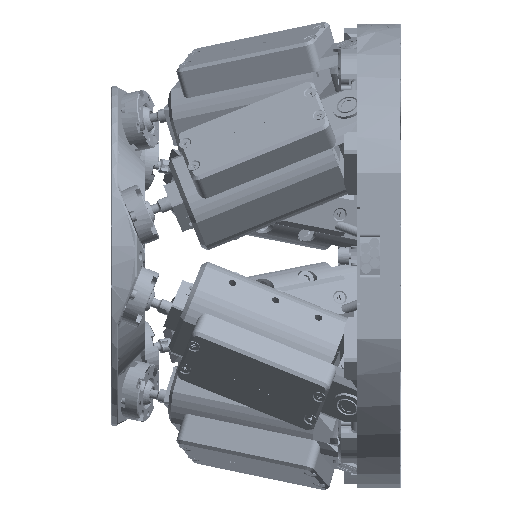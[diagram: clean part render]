
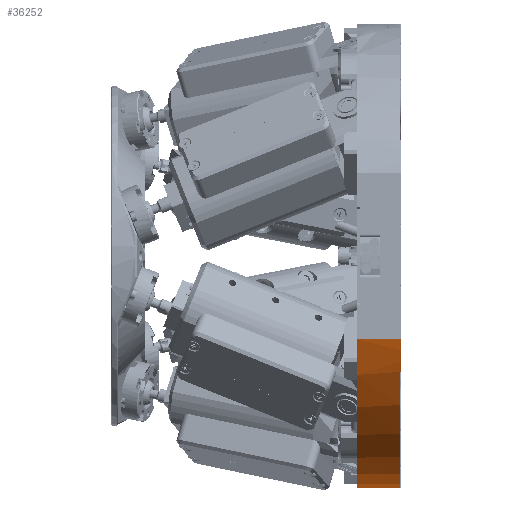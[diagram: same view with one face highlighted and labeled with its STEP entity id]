
A CAD part, left-side view. The second image highlights one B-rep face of the part: STEP entity #36252.
In plain terms, the highlighted cylindrical face has radius 75 mm (diameter 150 mm), a partial arc.
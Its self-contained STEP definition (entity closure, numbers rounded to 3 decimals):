
#1026 = VERTEX_POINT ( 'NONE', #141045 ) ;
#4422 = VERTEX_POINT ( 'NONE', #82880 ) ;
#7479 = CIRCLE ( 'NONE', #165593, 75. ) ;
#11757 = EDGE_CURVE ( 'NONE', #196149, #58056, #61444, .T. ) ;
#15799 = CIRCLE ( 'NONE', #109975, 75. ) ;
#21847 = CARTESIAN_POINT ( 'NONE',  ( 0., 14.4, 0. ) ) ;
#26540 = FACE_OUTER_BOUND ( 'NONE', #72603, .T. ) ;
#30876 = DIRECTION ( 'NONE',  ( 0., -1., 0. ) ) ;
#36252 = ADVANCED_FACE ( 'NONE', ( #26540 ), #203662, .T. ) ;
#37340 = CARTESIAN_POINT ( 'NONE',  ( 0., 14.4, -75. ) ) ;
#37857 = CARTESIAN_POINT ( 'NONE',  ( -70., 0., -26.926 ) ) ;
#39360 = VECTOR ( 'NONE', #186542, 1000. ) ;
#53451 = DIRECTION ( 'NONE',  ( 0., 1., 0. ) ) ;
#57523 = CARTESIAN_POINT ( 'NONE',  ( 0., 0., 0. ) ) ;
#58056 = VERTEX_POINT ( 'NONE', #123098 ) ;
#58729 = DIRECTION ( 'NONE',  ( 0., -1., 0. ) ) ;
#60264 = DIRECTION ( 'NONE',  ( 0., 0., -1. ) ) ;
#61444 = LINE ( 'NONE', #206889, #126978 ) ;
#71249 = DIRECTION ( 'NONE',  ( 0., 0., 1. ) ) ;
#72603 = EDGE_LOOP ( 'NONE', ( #106929, #128736, #106448, #174885, #203829, #190990 ) ) ;
#82880 = CARTESIAN_POINT ( 'NONE',  ( -70., 14.4, -26.926 ) ) ;
#89610 = LINE ( 'NONE', #122279, #39360 ) ;
#90862 = VERTEX_POINT ( 'NONE', #37857 ) ;
#93478 = DIRECTION ( 'NONE',  ( -0.866, 0., 0.5 ) ) ;
#106448 = ORIENTED_EDGE ( 'NONE', *, *, #127953, .F. ) ;
#106892 = EDGE_CURVE ( 'NONE', #1026, #90862, #183193, .T. ) ;
#106929 = ORIENTED_EDGE ( 'NONE', *, *, #173311, .F. ) ;
#109975 = AXIS2_PLACEMENT_3D ( 'NONE', #173516, #58729, #93478 ) ;
#113798 = LINE ( 'NONE', #178016, #206270 ) ;
#122279 = CARTESIAN_POINT ( 'NONE',  ( -64.952, 0.5, -37.5 ) ) ;
#123098 = CARTESIAN_POINT ( 'NONE',  ( 0., 0.5, -75. ) ) ;
#126978 = VECTOR ( 'NONE', #30876, 1000. ) ;
#127953 = EDGE_CURVE ( 'NONE', #152879, #58056, #15799, .T. ) ;
#128736 = ORIENTED_EDGE ( 'NONE', *, *, #11757, .T. ) ;
#141045 = CARTESIAN_POINT ( 'NONE',  ( -64.952, 0., -37.5 ) ) ;
#152879 = VERTEX_POINT ( 'NONE', #158367 ) ;
#152934 = AXIS2_PLACEMENT_3D ( 'NONE', #57523, #153354, #71249 ) ;
#153354 = DIRECTION ( 'NONE',  ( 0., 1., 0. ) ) ;
#153735 = EDGE_CURVE ( 'NONE', #152879, #1026, #89610, .T. ) ;
#158367 = CARTESIAN_POINT ( 'NONE',  ( -64.952, 0.5, -37.5 ) ) ;
#165593 = AXIS2_PLACEMENT_3D ( 'NONE', #21847, #53451, #182990 ) ;
#171929 = CARTESIAN_POINT ( 'NONE',  ( 0., 14.4, 0. ) ) ;
#173311 = EDGE_CURVE ( 'NONE', #196149, #4422, #7479, .T. ) ;
#173516 = CARTESIAN_POINT ( 'NONE',  ( 0., 0.5, 0. ) ) ;
#174885 = ORIENTED_EDGE ( 'NONE', *, *, #153735, .T. ) ;
#178016 = CARTESIAN_POINT ( 'NONE',  ( -70., 14.4, -26.926 ) ) ;
#182990 = DIRECTION ( 'NONE',  ( 0., 0., 1. ) ) ;
#183193 = CIRCLE ( 'NONE', #152934, 75. ) ;
#186542 = DIRECTION ( 'NONE',  ( 0., -1., 0. ) ) ;
#187373 = EDGE_CURVE ( 'NONE', #90862, #4422, #113798, .T. ) ;
#190990 = ORIENTED_EDGE ( 'NONE', *, *, #187373, .T. ) ;
#196149 = VERTEX_POINT ( 'NONE', #37340 ) ;
#202635 = DIRECTION ( 'NONE',  ( 0., -1., 0. ) ) ;
#203662 = CYLINDRICAL_SURFACE ( 'NONE', #208447, 75. ) ;
#203829 = ORIENTED_EDGE ( 'NONE', *, *, #106892, .T. ) ;
#206270 = VECTOR ( 'NONE', #206626, 1000. ) ;
#206626 = DIRECTION ( 'NONE',  ( 0., 1., 0. ) ) ;
#206889 = CARTESIAN_POINT ( 'NONE',  ( 0., 14.4, -75. ) ) ;
#208447 = AXIS2_PLACEMENT_3D ( 'NONE', #171929, #202635, #60264 ) ;
